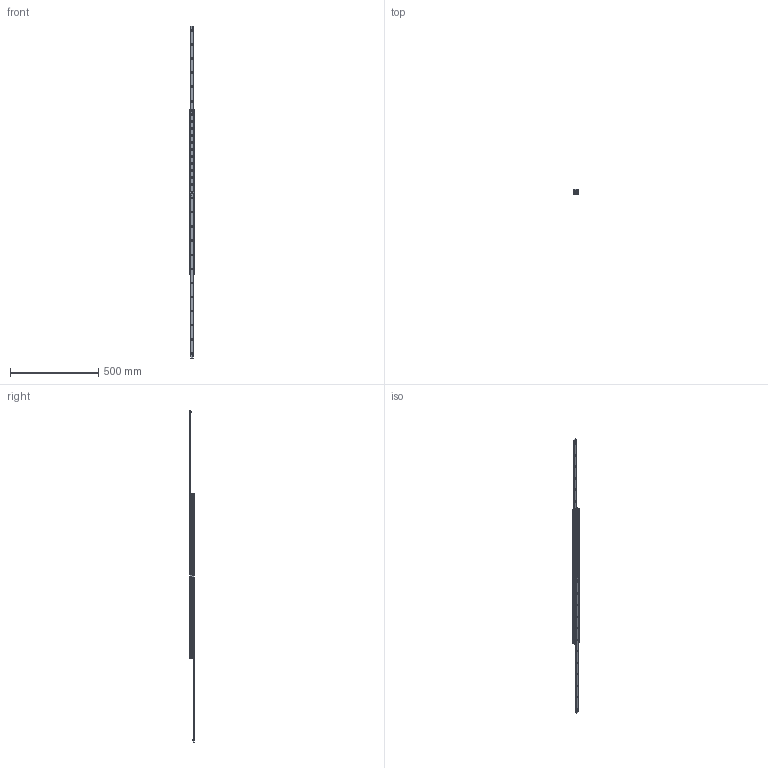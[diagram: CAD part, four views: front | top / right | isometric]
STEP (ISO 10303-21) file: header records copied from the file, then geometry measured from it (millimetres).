
FILE_DESCRIPTION((''),'2;1');
FILE_NAME('LCAH 28H-0930.GD.stp','2011-03-23T15:08:56',('MKoza'),(''),'Autodesk Inventor 2009','Autodesk Inventor 2009','');
FILE_SCHEMA(('AUTOMOTIVE_DESIGN { 1 0 10303 214 1 1 1 1 }'));
Length unit declared in the file: millimetre
Products named in the file (9): LCAH 28H.GD; LCH 28H; LLMG 28H; LLMD 28H; KF.LCA 28H; AS.L 28H 4x3,8; VKB.L 28H 4x7; + SC M4x0,35 DIN 1207; DIN 7337 - A5 x 10 x 6
Assembly tree (39 placements, depth 2):
  LCAH 28H.GD
    LCH 28H  x2
    LLMG 28H
    LLMD 28H
    KF.LCA 28H  x2
    AS.L 28H 4x3,8  x4
    VKB.L 28H 4x7  x4
    + SC M4x0,35 DIN 1207  x2
    DIN 7337 - A5 x 10 x 6  x23
Bounding box: 28 x 26 x 1880 mm (x, y, z)
Volume: 507125.7 mm3; surface area: 335126 mm2
Topology: 39 solids, 39 shells, 628 faces, 1297 edges, 849 vertices
Faces by surface type: plane 244, bspline 221, cylinder 126, torus 29, cone 8
Full cylindrical faces by diameter (mm): 3.9 x4, 4 x6, 5 x27, 9.5 x23
Entity records: 9284 total; most frequent: CARTESIAN_POINT 3113, DIRECTION 1176, ORIENTED_EDGE 1034, EDGE_CURVE 517, EDGE_LOOP 516, AXIS2_PLACEMENT_3D 481, VERTEX_POINT 411, CIRCLE 295
